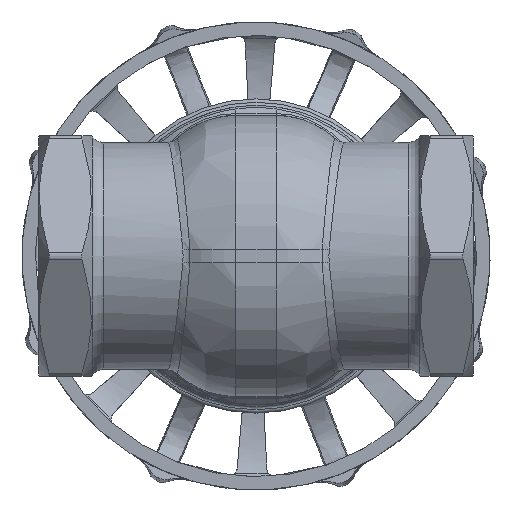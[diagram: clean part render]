
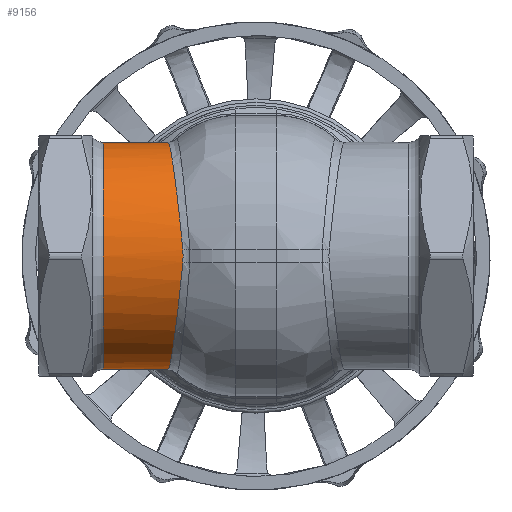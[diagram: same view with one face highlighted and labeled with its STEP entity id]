
A CAD part, front view. The second image highlights one B-rep face of the part: STEP entity #9156.
In plain terms, the highlighted cylindrical face has radius 17 mm (diameter 34 mm), a full revolution.
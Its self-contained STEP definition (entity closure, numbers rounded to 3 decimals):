
#444=B_SPLINE_CURVE_WITH_KNOTS('',3,(#13501,#13502,#13503,#13504,#13505,
#13506,#13507),.UNSPECIFIED.,.F.,.F.,(4,1,1,1,4),(0.,0.636,1.272,
2.12,2.968),.UNSPECIFIED.);
#446=B_SPLINE_CURVE_WITH_KNOTS('',3,(#13531,#13532,#13533,#13534),
 .UNSPECIFIED.,.F.,.F.,(4,4),(0.,0.2),
 .UNSPECIFIED.);
#448=B_SPLINE_CURVE_WITH_KNOTS('',3,(#13569,#13570,#13571,#13572,#13573,
#13574),.UNSPECIFIED.,.F.,.F.,(4,1,1,4),(0.,1.272,
2.12,2.893),.UNSPECIFIED.);
#449=B_SPLINE_CURVE_WITH_KNOTS('',3,(#13575,#13576,#13577,#13578),
 .UNSPECIFIED.,.F.,.F.,(4,4),(2.893,2.968),
 .UNSPECIFIED.);
#451=B_SPLINE_CURVE_WITH_KNOTS('',3,(#13618,#13619,#13620,#13621,#13622,
#13623),.UNSPECIFIED.,.F.,.F.,(4,1,1,4),(0.,0.49,0.735,
1.714),.UNSPECIFIED.);
#453=B_SPLINE_CURVE_WITH_KNOTS('',3,(#13663,#13664,#13665,#13666,#13667,
#13668),.UNSPECIFIED.,.F.,.F.,(4,1,1,4),(0.,0.735,1.225,
1.714),.UNSPECIFIED.);
#455=B_SPLINE_CURVE_WITH_KNOTS('',3,(#13702,#13703,#13704,#13705),
 .UNSPECIFIED.,.F.,.F.,(4,4),(0.,0.433),.UNSPECIFIED.);
#457=B_SPLINE_CURVE_WITH_KNOTS('',3,(#13730,#13731,#13732,#13733),
 .UNSPECIFIED.,.F.,.F.,(4,4),(0.,0.433),
 .UNSPECIFIED.);
#1212=CYLINDRICAL_SURFACE('',#9833,17.);
#1410=FACE_OUTER_BOUND('',#1929,.T.);
#1929=EDGE_LOOP('',(#6224,#6225,#6226,#6227,#6228,#6229,#6230,#6231,#6232,
#6233,#6234,#6235,#6236));
#2498=LINE('',#13777,#2847);
#2847=VECTOR('',#10861,17.);
#3109=CIRCLE('',#9824,17.);
#3115=CIRCLE('',#9834,17.);
#3116=CIRCLE('',#9835,17.);
#3536=VERTEX_POINT('',#13488);
#3539=VERTEX_POINT('',#13499);
#3540=VERTEX_POINT('',#13524);
#3542=VERTEX_POINT('',#13559);
#3544=VERTEX_POINT('',#13568);
#3545=VERTEX_POINT('',#13609);
#3548=VERTEX_POINT('',#13661);
#3549=VERTEX_POINT('',#13670);
#3552=VERTEX_POINT('',#13675);
#3561=VERTEX_POINT('',#13773);
#3562=VERTEX_POINT('',#13774);
#4534=EDGE_CURVE('',#3539,#3536,#444,.T.);
#4537=EDGE_CURVE('',#3536,#3540,#446,.T.);
#4540=EDGE_CURVE('',#3540,#3544,#448,.T.);
#4541=EDGE_CURVE('',#3544,#3542,#449,.T.);
#4544=EDGE_CURVE('',#3542,#3545,#451,.T.);
#4547=EDGE_CURVE('',#3548,#3539,#453,.T.);
#4551=EDGE_CURVE('',#3552,#3549,#3109,.T.);
#4553=EDGE_CURVE('',#3545,#3552,#455,.T.);
#4555=EDGE_CURVE('',#3549,#3548,#457,.T.);
#4568=EDGE_CURVE('',#3561,#3562,#3115,.T.);
#4569=EDGE_CURVE('',#3562,#3561,#3116,.T.);
#4570=EDGE_CURVE('',#3562,#3544,#2498,.T.);
#6224=ORIENTED_EDGE('',*,*,#4568,.F.);
#6225=ORIENTED_EDGE('',*,*,#4569,.F.);
#6226=ORIENTED_EDGE('',*,*,#4570,.T.);
#6227=ORIENTED_EDGE('',*,*,#4540,.F.);
#6228=ORIENTED_EDGE('',*,*,#4537,.F.);
#6229=ORIENTED_EDGE('',*,*,#4534,.F.);
#6230=ORIENTED_EDGE('',*,*,#4547,.F.);
#6231=ORIENTED_EDGE('',*,*,#4555,.F.);
#6232=ORIENTED_EDGE('',*,*,#4551,.F.);
#6233=ORIENTED_EDGE('',*,*,#4553,.F.);
#6234=ORIENTED_EDGE('',*,*,#4544,.F.);
#6235=ORIENTED_EDGE('',*,*,#4541,.F.);
#6236=ORIENTED_EDGE('',*,*,#4570,.F.);
#9156=ADVANCED_FACE('',(#1410),#1212,.T.);
#9824=AXIS2_PLACEMENT_3D('',#13677,#10832,#10833);
#9833=AXIS2_PLACEMENT_3D('',#13772,#10855,#10856);
#9834=AXIS2_PLACEMENT_3D('',#13775,#10857,#10858);
#9835=AXIS2_PLACEMENT_3D('',#13776,#10859,#10860);
#10832=DIRECTION('center_axis',(1.,0.,0.));
#10833=DIRECTION('ref_axis',(0.,1.,0.));
#10855=DIRECTION('center_axis',(-1.,0.,0.));
#10856=DIRECTION('ref_axis',(0.,0.,1.));
#10857=DIRECTION('center_axis',(-1.,0.,0.));
#10858=DIRECTION('ref_axis',(0.,0.,1.));
#10859=DIRECTION('center_axis',(-1.,0.,0.));
#10860=DIRECTION('ref_axis',(0.,0.,1.));
#10861=DIRECTION('',(1.,0.,0.));
#13488=CARTESIAN_POINT('',(-43.444,-16.976,0.895));
#13499=CARTESIAN_POINT('',(-45.714,0.671,16.987));
#13501=CARTESIAN_POINT('Ctrl Pts',(-45.714,0.671,
16.987));
#13502=CARTESIAN_POINT('Ctrl Pts',(-45.624,-1.223,17.062));
#13503=CARTESIAN_POINT('Ctrl Pts',(-45.397,-5.033,16.571));
#13504=CARTESIAN_POINT('Ctrl Pts',(-44.887,-10.761,
13.722));
#13505=CARTESIAN_POINT('Ctrl Pts',(-44.202,-15.442,
8.382));
#13506=CARTESIAN_POINT('Ctrl Pts',(-43.682,-16.844,
3.412));
#13507=CARTESIAN_POINT('Ctrl Pts',(-43.444,-16.976,
0.895));
#13524=CARTESIAN_POINT('',(-43.444,-16.976,-0.895));
#13531=CARTESIAN_POINT('Ctrl Pts',(-43.444,-16.976,
0.895));
#13532=CARTESIAN_POINT('Ctrl Pts',(-43.388,-17.008,
0.3));
#13533=CARTESIAN_POINT('Ctrl Pts',(-43.388,-17.008,
-0.3));
#13534=CARTESIAN_POINT('Ctrl Pts',(-43.444,-16.976,-0.895));
#13559=CARTESIAN_POINT('',(-45.714,0.671,-16.987));
#13568=CARTESIAN_POINT('',(-45.681,0.,-17.));
#13569=CARTESIAN_POINT('Ctrl Pts',(-43.444,-16.976,
-0.895));
#13570=CARTESIAN_POINT('Ctrl Pts',(-43.8,-16.777,
-4.67));
#13571=CARTESIAN_POINT('Ctrl Pts',(-44.475,-14.269,
-10.822));
#13572=CARTESIAN_POINT('Ctrl Pts',(-45.25,-7.125,-16.005));
#13573=CARTESIAN_POINT('Ctrl Pts',(-45.565,-2.303,
-16.999));
#13574=CARTESIAN_POINT('Ctrl Pts',(-45.681,0.,
-17.));
#13575=CARTESIAN_POINT('Ctrl Pts',(-45.681,0.,
-17.));
#13576=CARTESIAN_POINT('Ctrl Pts',(-45.692,0.224,-17.));
#13577=CARTESIAN_POINT('Ctrl Pts',(-45.703,0.447,
-16.996));
#13578=CARTESIAN_POINT('Ctrl Pts',(-45.714,0.671,
-16.987));
#13609=CARTESIAN_POINT('',(-50.046,13.421,-10.434));
#13618=CARTESIAN_POINT('Ctrl Pts',(-45.714,0.671,
-16.987));
#13619=CARTESIAN_POINT('Ctrl Pts',(-45.783,2.13,-16.929));
#13620=CARTESIAN_POINT('Ctrl Pts',(-46.24,4.283,-16.558));
#13621=CARTESIAN_POINT('Ctrl Pts',(-47.921,8.864,-14.85));
#13622=CARTESIAN_POINT('Ctrl Pts',(-49.41,11.662,-12.697));
#13623=CARTESIAN_POINT('Ctrl Pts',(-50.046,13.421,-10.434));
#13661=CARTESIAN_POINT('',(-50.046,13.421,10.434));
#13663=CARTESIAN_POINT('Ctrl Pts',(-50.046,13.421,10.434));
#13664=CARTESIAN_POINT('Ctrl Pts',(-49.569,12.102,12.131));
#13665=CARTESIAN_POINT('Ctrl Pts',(-48.262,9.444,14.451));
#13666=CARTESIAN_POINT('Ctrl Pts',(-46.399,4.997,16.431));
#13667=CARTESIAN_POINT('Ctrl Pts',(-45.783,2.13,16.929));
#13668=CARTESIAN_POINT('Ctrl Pts',(-45.714,0.671,
16.987));
#13670=CARTESIAN_POINT('',(-50.5,15.42,7.158));
#13675=CARTESIAN_POINT('',(-50.5,15.42,-7.158));
#13677=CARTESIAN_POINT('Origin',(-50.5,0.,0.));
#13702=CARTESIAN_POINT('Ctrl Pts',(-50.046,13.421,-10.434));
#13703=CARTESIAN_POINT('Ctrl Pts',(-50.327,14.198,-9.435));
#13704=CARTESIAN_POINT('Ctrl Pts',(-50.5,14.876,-8.329));
#13705=CARTESIAN_POINT('Ctrl Pts',(-50.5,15.42,-7.158));
#13730=CARTESIAN_POINT('Ctrl Pts',(-50.5,15.42,7.158));
#13731=CARTESIAN_POINT('Ctrl Pts',(-50.5,14.876,8.329));
#13732=CARTESIAN_POINT('Ctrl Pts',(-50.327,14.198,9.435));
#13733=CARTESIAN_POINT('Ctrl Pts',(-50.046,13.421,10.434));
#13772=CARTESIAN_POINT('Origin',(-8.,0.,0.));
#13773=CARTESIAN_POINT('',(-55.353,-0.007,-17.));
#13774=CARTESIAN_POINT('',(-55.353,0.,-17.));
#13775=CARTESIAN_POINT('Origin',(-55.353,0.,0.));
#13776=CARTESIAN_POINT('Origin',(-55.353,0.,0.));
#13777=CARTESIAN_POINT('',(-8.,0.,-17.));
